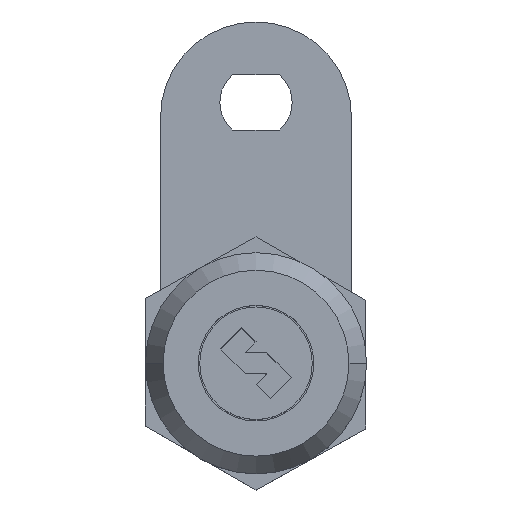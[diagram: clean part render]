
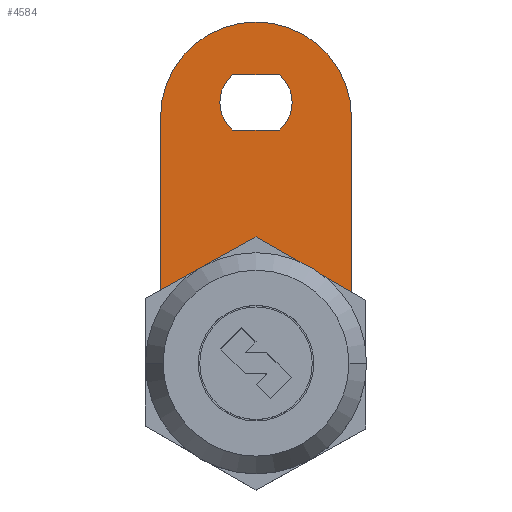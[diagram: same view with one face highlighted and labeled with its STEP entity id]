
A CAD part, top view. The second image highlights one B-rep face of the part: STEP entity #4584.
In plain terms, the highlighted planar face has unit normal (0, 0, 1).
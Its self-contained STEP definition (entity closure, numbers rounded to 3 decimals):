
#24 = VERTEX_POINT ( 'NONE', #1154 ) ;
#28 = VERTEX_POINT ( 'NONE', #1141 ) ;
#306 = EDGE_CURVE ( 'NONE', #4514, #315, #1668, .T. ) ;
#315 = VERTEX_POINT ( 'NONE', #1655 ) ;
#318 = EDGE_CURVE ( 'NONE', #24, #28, #1654, .T. ) ;
#1141 = CARTESIAN_POINT ( 'NONE',  ( -9.5, 24.5, 0. ) ) ;
#1154 = CARTESIAN_POINT ( 'NONE',  ( 9.5, 24.5, 0. ) ) ;
#1650 = DIRECTION ( 'NONE',  ( 1., 0., 0. ) ) ;
#1651 = DIRECTION ( 'NONE',  ( 0., 0., 1. ) ) ;
#1652 = CARTESIAN_POINT ( 'NONE',  ( 0., 24.5, 0. ) ) ;
#1653 = AXIS2_PLACEMENT_3D ( 'NONE', #1652, #1651, #1650 ) ;
#1654 = CIRCLE ( 'NONE', #1653, 9.5 ) ;
#1655 = CARTESIAN_POINT ( 'NONE',  ( 2.323, 28.75, 0. ) ) ;
#1664 = DIRECTION ( 'NONE',  ( 1., 0., 0. ) ) ;
#1665 = DIRECTION ( 'NONE',  ( 0., 0., 1. ) ) ;
#1666 = CARTESIAN_POINT ( 'NONE',  ( 0., 26., 0. ) ) ;
#1667 = AXIS2_PLACEMENT_3D ( 'NONE', #1666, #1665, #1664 ) ;
#1668 = CIRCLE ( 'NONE', #1667, 3.6 ) ;
#3043 = CARTESIAN_POINT ( 'NONE',  ( 3.6, 26., 0. ) ) ;
#3067 = CARTESIAN_POINT ( 'NONE',  ( -9.5, 1.5, 0. ) ) ;
#3068 = DIRECTION ( 'NONE',  ( 1., 0., 0. ) ) ;
#3069 = DIRECTION ( 'NONE',  ( 0., 0., 1. ) ) ;
#3070 = CARTESIAN_POINT ( 'NONE',  ( 0., 1.5, 0. ) ) ;
#3071 = AXIS2_PLACEMENT_3D ( 'NONE', #3070, #3069, #3068 ) ;
#3072 = CIRCLE ( 'NONE', #3071, 9.5 ) ;
#3125 = DIRECTION ( 'NONE',  ( 0., -1., 0. ) ) ;
#3126 = VECTOR ( 'NONE', #3125, 1000. ) ;
#3127 = CARTESIAN_POINT ( 'NONE',  ( -9.5, 24.5, 0. ) ) ;
#3128 = LINE ( 'NONE', #3127, #3126 ) ;
#3139 = LINE ( 'NONE', #3197, #3196 ) ;
#3171 = CARTESIAN_POINT ( 'NONE',  ( -2.75, -2.323, 0. ) ) ;
#3172 = DIRECTION ( 'NONE',  ( 1., 0., 0. ) ) ;
#3173 = DIRECTION ( 'NONE',  ( 0., 0., 1. ) ) ;
#3174 = CARTESIAN_POINT ( 'NONE',  ( 0., 0., 0. ) ) ;
#3175 = AXIS2_PLACEMENT_3D ( 'NONE', #3174, #3173, #3172 ) ;
#3176 = CIRCLE ( 'NONE', #3175, 3.6 ) ;
#3177 = DIRECTION ( 'NONE',  ( 1., 0., 0. ) ) ;
#3178 = DIRECTION ( 'NONE',  ( 0., 0., 1. ) ) ;
#3179 = CARTESIAN_POINT ( 'NONE',  ( 0., 24.5, 0. ) ) ;
#3180 = AXIS2_PLACEMENT_3D ( 'NONE', #3179, #3178, #3177 ) ;
#3181 = PLANE ( 'NONE',  #3180 ) ;
#3182 = FACE_OUTER_BOUND ( 'NONE', #4581, .T. ) ;
#3183 = FACE_BOUND ( 'NONE', #4658, .T. ) ;
#3184 = FACE_BOUND ( 'NONE', #4585, .T. ) ;
#3185 = DIRECTION ( 'NONE',  ( 1., 0., 0. ) ) ;
#3186 = VECTOR ( 'NONE', #3185, 1000. ) ;
#3187 = CARTESIAN_POINT ( 'NONE',  ( -2.323, 23.25, 0. ) ) ;
#3188 = LINE ( 'NONE', #3187, #3186 ) ;
#3189 = CARTESIAN_POINT ( 'NONE',  ( 2.323, 23.25, 0. ) ) ;
#3190 = DIRECTION ( 'NONE',  ( 1., 0., 0. ) ) ;
#3191 = DIRECTION ( 'NONE',  ( 0., 0., 1. ) ) ;
#3192 = CARTESIAN_POINT ( 'NONE',  ( 0., 26., 0. ) ) ;
#3193 = AXIS2_PLACEMENT_3D ( 'NONE', #3192, #3191, #3190 ) ;
#3194 = CIRCLE ( 'NONE', #3193, 3.6 ) ;
#3195 = DIRECTION ( 'NONE',  ( 0., 1., 0. ) ) ;
#3196 = VECTOR ( 'NONE', #3195, 1000. ) ;
#3197 = CARTESIAN_POINT ( 'NONE',  ( 9.5, 1.5, 0. ) ) ;
#3202 = DIRECTION ( 'NONE',  ( 1., 0., 0. ) ) ;
#3203 = DIRECTION ( 'NONE',  ( 0., 0., 1. ) ) ;
#3204 = CARTESIAN_POINT ( 'NONE',  ( 0., 0., 0. ) ) ;
#3205 = AXIS2_PLACEMENT_3D ( 'NONE', #3204, #3203, #3202 ) ;
#3206 = CIRCLE ( 'NONE', #3205, 3.6 ) ;
#3208 = CARTESIAN_POINT ( 'NONE',  ( -2.75, 2.323, 0. ) ) ;
#3209 = DIRECTION ( 'NONE',  ( 0., -1., 0. ) ) ;
#3210 = VECTOR ( 'NONE', #3209, 1000. ) ;
#3211 = CARTESIAN_POINT ( 'NONE',  ( -2.75, -2.323, 0. ) ) ;
#3212 = LINE ( 'NONE', #3211, #3210 ) ;
#3213 = CARTESIAN_POINT ( 'NONE',  ( 2.75, -2.323, 0. ) ) ;
#3214 = CARTESIAN_POINT ( 'NONE',  ( 9.5, 1.5, 0. ) ) ;
#3215 = DIRECTION ( 'NONE',  ( -1., 0., 0. ) ) ;
#3216 = VECTOR ( 'NONE', #3215, 1000. ) ;
#3217 = CARTESIAN_POINT ( 'NONE',  ( -2.323, 28.75, 0. ) ) ;
#3218 = LINE ( 'NONE', #3217, #3216 ) ;
#3219 = CARTESIAN_POINT ( 'NONE',  ( -2.323, 23.25, 0. ) ) ;
#3267 = CARTESIAN_POINT ( 'NONE',  ( -2.323, 28.75, 0. ) ) ;
#3268 = DIRECTION ( 'NONE',  ( 1., 0., 0. ) ) ;
#3269 = DIRECTION ( 'NONE',  ( 0., 0., 1. ) ) ;
#3270 = CARTESIAN_POINT ( 'NONE',  ( 0., 26., 0. ) ) ;
#3271 = AXIS2_PLACEMENT_3D ( 'NONE', #3270, #3269, #3268 ) ;
#3272 = CIRCLE ( 'NONE', #3271, 3.6 ) ;
#3273 = DIRECTION ( 'NONE',  ( 0., 1., 0. ) ) ;
#3274 = VECTOR ( 'NONE', #3273, 1000. ) ;
#3275 = CARTESIAN_POINT ( 'NONE',  ( 2.75, -2.323, 0. ) ) ;
#3276 = LINE ( 'NONE', #3275, #3274 ) ;
#3277 = CARTESIAN_POINT ( 'NONE',  ( 2.75, 2.323, 0. ) ) ;
#4497 = EDGE_CURVE ( 'NONE', #4498, #4607, #3072, .T. ) ;
#4498 = VERTEX_POINT ( 'NONE', #3067 ) ;
#4514 = VERTEX_POINT ( 'NONE', #3043 ) ;
#4546 = EDGE_CURVE ( 'NONE', #28, #4498, #3128, .T. ) ;
#4576 = EDGE_CURVE ( 'NONE', #4607, #24, #3139, .T. ) ;
#4577 = EDGE_CURVE ( 'NONE', #4578, #4514, #3194, .T. ) ;
#4578 = VERTEX_POINT ( 'NONE', #3189 ) ;
#4579 = ORIENTED_EDGE ( 'NONE', *, *, #4580, .F. ) ;
#4580 = EDGE_CURVE ( 'NONE', #4601, #4578, #3188, .T. ) ;
#4581 = EDGE_LOOP ( 'NONE', ( #4582, #4614, #4615, #4616 ) ) ;
#4582 = ORIENTED_EDGE ( 'NONE', *, *, #318, .T. ) ;
#4584 = ADVANCED_FACE ( 'NONE', ( #3184, #3183, #3182 ), #3181, .T. ) ;
#4585 = EDGE_LOOP ( 'NONE', ( #4586, #4609, #4612, #4656 ) ) ;
#4586 = ORIENTED_EDGE ( 'NONE', *, *, #4587, .F. ) ;
#4587 = EDGE_CURVE ( 'NONE', #4588, #4608, #3176, .T. ) ;
#4588 = VERTEX_POINT ( 'NONE', #3171 ) ;
#4601 = VERTEX_POINT ( 'NONE', #3219 ) ;
#4602 = ORIENTED_EDGE ( 'NONE', *, *, #4603, .F. ) ;
#4603 = EDGE_CURVE ( 'NONE', #315, #4661, #3218, .T. ) ;
#4604 = ORIENTED_EDGE ( 'NONE', *, *, #306, .F. ) ;
#4605 = ORIENTED_EDGE ( 'NONE', *, *, #4577, .F. ) ;
#4607 = VERTEX_POINT ( 'NONE', #3214 ) ;
#4608 = VERTEX_POINT ( 'NONE', #3213 ) ;
#4609 = ORIENTED_EDGE ( 'NONE', *, *, #4610, .F. ) ;
#4610 = EDGE_CURVE ( 'NONE', #4611, #4588, #3212, .T. ) ;
#4611 = VERTEX_POINT ( 'NONE', #3208 ) ;
#4612 = ORIENTED_EDGE ( 'NONE', *, *, #4613, .F. ) ;
#4613 = EDGE_CURVE ( 'NONE', #4655, #4611, #3206, .T. ) ;
#4614 = ORIENTED_EDGE ( 'NONE', *, *, #4546, .T. ) ;
#4615 = ORIENTED_EDGE ( 'NONE', *, *, #4497, .T. ) ;
#4616 = ORIENTED_EDGE ( 'NONE', *, *, #4576, .T. ) ;
#4655 = VERTEX_POINT ( 'NONE', #3277 ) ;
#4656 = ORIENTED_EDGE ( 'NONE', *, *, #4657, .F. ) ;
#4657 = EDGE_CURVE ( 'NONE', #4608, #4655, #3276, .T. ) ;
#4658 = EDGE_LOOP ( 'NONE', ( #4659, #4602, #4604, #4605, #4579 ) ) ;
#4659 = ORIENTED_EDGE ( 'NONE', *, *, #4660, .F. ) ;
#4660 = EDGE_CURVE ( 'NONE', #4661, #4601, #3272, .T. ) ;
#4661 = VERTEX_POINT ( 'NONE', #3267 ) ;
